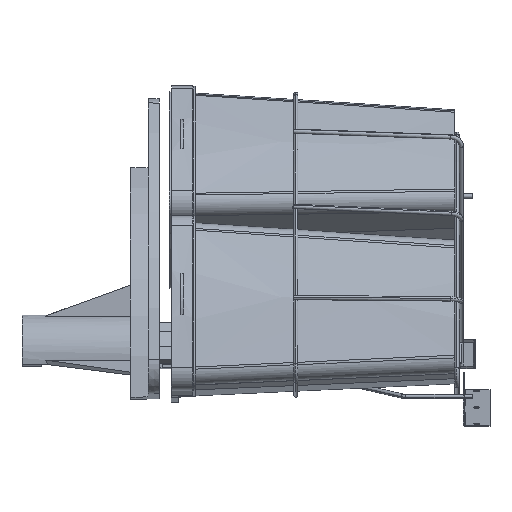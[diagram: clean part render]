
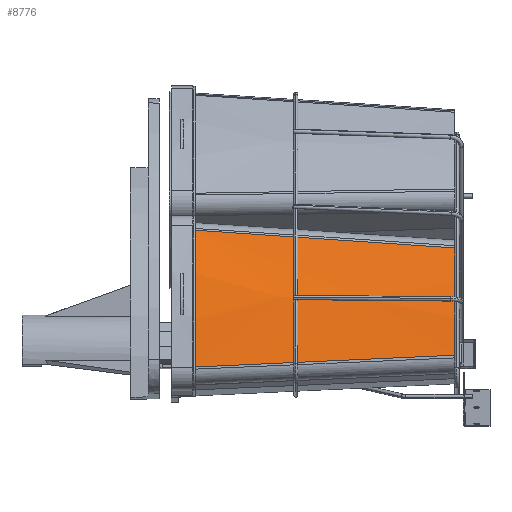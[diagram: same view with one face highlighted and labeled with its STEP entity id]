
A CAD part, left-side view. The second image highlights one B-rep face of the part: STEP entity #8776.
In plain terms, the highlighted conical face has half-angle 2.5 degrees and reference radius 415.812 mm.
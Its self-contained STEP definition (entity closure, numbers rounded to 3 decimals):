
#8776=ADVANCED_FACE('',(#16514),#16515,.T.);
#16514=FACE_OUTER_BOUND('',#22255,.T.);
#16515=CONICAL_SURFACE('',#22256,415.812,0.044);
#22255=EDGE_LOOP('',(#29477,#29478,#29479,#29480));
#22256=AXIS2_PLACEMENT_3D('',#29481,#29482,#29483);
#29477=ORIENTED_EDGE('',*,*,#37291,.T.);
#29478=ORIENTED_EDGE('',*,*,#37295,.T.);
#29479=ORIENTED_EDGE('',*,*,#37274,.T.);
#29480=ORIENTED_EDGE('',*,*,#37140,.F.);
#29481=CARTESIAN_POINT('',(101.577,316.8,-78.081));
#29482=DIRECTION('',(0.,1.0,0.));
#29483=DIRECTION('',(-0.345,0.,-0.938));
#37140=EDGE_CURVE('',#40484,#40486,#40487,.T.);
#37274=EDGE_CURVE('',#40721,#40486,#40722,.T.);
#37291=EDGE_CURVE('',#40484,#40744,#40746,.T.);
#37295=EDGE_CURVE('',#40744,#40721,#40750,.T.);
#40484=VERTEX_POINT('',#45412);
#40486=VERTEX_POINT('',#45432);
#40487=B_SPLINE_CURVE_WITH_KNOTS('',3,(#45433,#45434,#45435,#45436,#45437,#45438),.UNSPECIFIED.,.F.,.F.,(4,1,1,4),(0.0,97.013,194.846,293.499),.UNSPECIFIED.);
#40721=VERTEX_POINT('',#46168);
#40722=CIRCLE('',#46169,415.812);
#40744=VERTEX_POINT('',#46218);
#40746=CIRCLE('',#46238,403.028);
#40750=B_SPLINE_CURVE_WITH_KNOTS('',3,(#46266,#46267,#46268,#46269,#46270,#46271),.UNSPECIFIED.,.F.,.F.,(4,1,1,4),(0.0,95.96,193.793,293.499),.UNSPECIFIED.);
#45412=CARTESIAN_POINT('',(-294.052,24.,-1.211));
#45432=CARTESIAN_POINT('',(-309.343,316.8,-14.484));
#45433=CARTESIAN_POINT('',(-294.052,24.,-1.211));
#45434=CARTESIAN_POINT('',(-295.771,56.259,-2.675));
#45435=CARTESIAN_POINT('',(-299.201,121.05,-5.615));
#45436=CARTESIAN_POINT('',(-304.297,218.65,-10.04));
#45437=CARTESIAN_POINT('',(-307.664,283.992,-12.999));
#45438=CARTESIAN_POINT('',(-309.343,316.8,-14.484));
#46168=CARTESIAN_POINT('',(-252.519,316.8,139.899));
#46169=AXIS2_PLACEMENT_3D('',#51188,#51189,#51190);
#46218=CARTESIAN_POINT('',(-249.483,24.,119.881));
#46238=AXIS2_PLACEMENT_3D('',#51213,#51214,#51215);
#46266=CARTESIAN_POINT('',(-249.482,24.,119.881));
#46267=CARTESIAN_POINT('',(-249.838,55.908,122.086));
#46268=CARTESIAN_POINT('',(-250.54,120.35,126.524));
#46269=CARTESIAN_POINT('',(-251.552,217.95,133.197));
#46270=CARTESIAN_POINT('',(-252.2,283.642,137.656));
#46271=CARTESIAN_POINT('',(-252.519,316.8,139.899));
#51188=CARTESIAN_POINT('',(101.577,316.8,-78.081));
#51189=DIRECTION('',(0.0,-1.0,0.0));
#51190=DIRECTION('',(-0.852,0.0,0.524));
#51213=CARTESIAN_POINT('',(101.577,24.,-78.081));
#51214=DIRECTION('',(0.0,1.0,0.0));
#51215=DIRECTION('',(-0.982,0.0,0.191));
